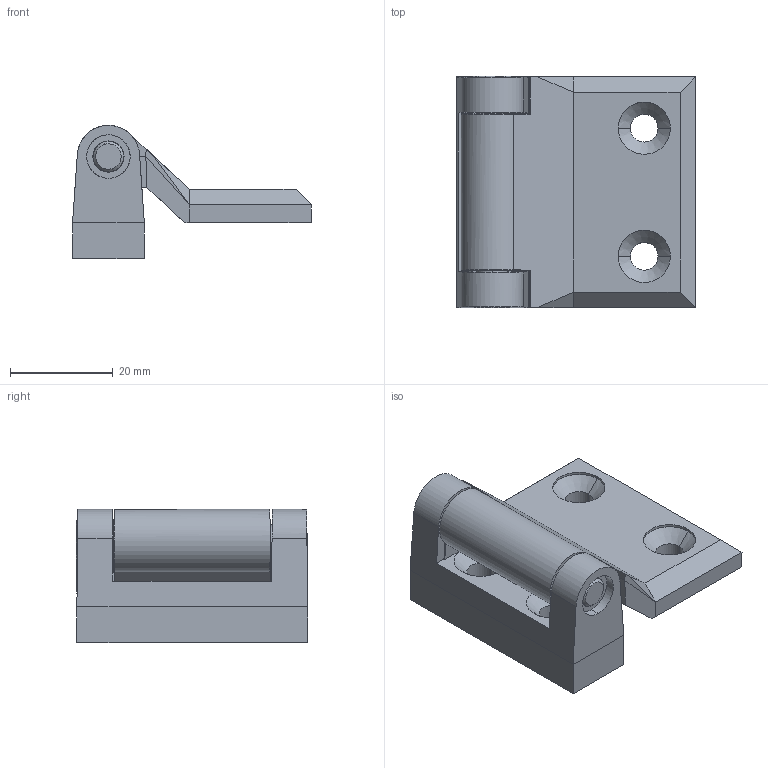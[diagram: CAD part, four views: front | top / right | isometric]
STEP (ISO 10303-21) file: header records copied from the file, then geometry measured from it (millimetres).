
FILE_DESCRIPTION (( 'STEP AP203' ), '1' );
FILE_NAME ('MK10.1.2.07.KROM.STEP', '2022-07-29T13:19:57', ( '' ), ( '' ), 'SwSTEP 2.0', 'SolidWorks 2021', '' );
FILE_SCHEMA (( 'CONFIG_CONTROL_DESIGN' ));
Length unit declared in the file: millimetre
Products named in the file (1): MK10.1.2.07.KROM
Bounding box: 46.62 x 45.09 x 26 mm (x, y, z)
Surface area: 11634.2 mm2 (no closed solid volume)
Topology: 0 solids, 4 shells, 179 faces, 540 edges, 366 vertices
Faces by surface type: plane 87, cone 42, cylinder 33, torus 17
Entity records: 7041 total; most frequent: CARTESIAN_POINT 2618, ORIENTED_EDGE 966, DIRECTION 728, EDGE_CURVE 540, VERTEX_POINT 366, AXIS2_PLACEMENT_3D 265, B_SPLINE_CURVE_WITH_KNOTS 237, EDGE_LOOP 199
